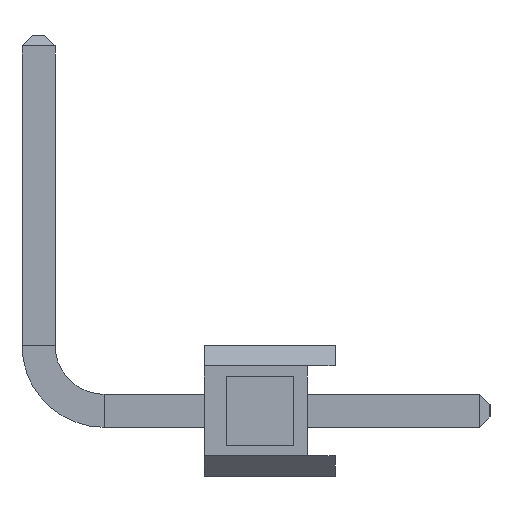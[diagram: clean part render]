
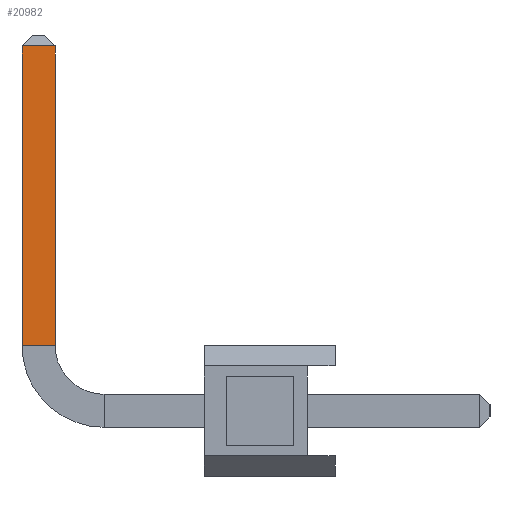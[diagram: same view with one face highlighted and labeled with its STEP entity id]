
A CAD part, left-side view. The second image highlights one B-rep face of the part: STEP entity #20982.
In plain terms, the highlighted planar face has unit normal (-1, 0, 0).
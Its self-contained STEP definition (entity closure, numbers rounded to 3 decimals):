
#287 = CARTESIAN_POINT ( 'NONE',  ( -0.32, 6.07, 7.07 ) ) ;
#1710 = VECTOR ( 'NONE', #5207, 1000. ) ;
#2111 = ORIENTED_EDGE ( 'NONE', *, *, #23329, .T. ) ;
#2597 = PLANE ( 'NONE',  #7087 ) ;
#3189 = CARTESIAN_POINT ( 'NONE',  ( -0.32, 6.07, 1.27 ) ) ;
#3817 = VERTEX_POINT ( 'NONE', #8705 ) ;
#4672 = ORIENTED_EDGE ( 'NONE', *, *, #16071, .T. ) ;
#4778 = CARTESIAN_POINT ( 'NONE',  ( -0.32, 6.07, 1.27 ) ) ;
#5207 = DIRECTION ( 'NONE',  ( 0., 0., 1. ) ) ;
#5996 = VECTOR ( 'NONE', #9580, 1000. ) ;
#7077 = EDGE_LOOP ( 'NONE', ( #2111, #4672, #14983, #18102 ) ) ;
#7087 = AXIS2_PLACEMENT_3D ( 'NONE', #4778, #8908, #10831 ) ;
#8598 = EDGE_CURVE ( 'NONE', #12122, #9886, #13801, .T. ) ;
#8705 = CARTESIAN_POINT ( 'NONE',  ( -0.32, 5.43, 1.27 ) ) ;
#8908 = DIRECTION ( 'NONE',  ( -1., 0., 0. ) ) ;
#9580 = DIRECTION ( 'NONE',  ( 0., -1., 0. ) ) ;
#9587 = LINE ( 'NONE', #287, #20807 ) ;
#9886 = VERTEX_POINT ( 'NONE', #21903 ) ;
#10831 = DIRECTION ( 'NONE',  ( 0., -1., 0. ) ) ;
#12122 = VERTEX_POINT ( 'NONE', #13210 ) ;
#13115 = DIRECTION ( 'NONE',  ( 0., 0., 1. ) ) ;
#13210 = CARTESIAN_POINT ( 'NONE',  ( -0.32, 6.07, 1.27 ) ) ;
#13801 = LINE ( 'NONE', #3189, #1710 ) ;
#13972 = FACE_OUTER_BOUND ( 'NONE', #7077, .T. ) ;
#14395 = EDGE_CURVE ( 'NONE', #12122, #3817, #15298, .T. ) ;
#14983 = ORIENTED_EDGE ( 'NONE', *, *, #8598, .F. ) ;
#15298 = LINE ( 'NONE', #15769, #5996 ) ;
#15769 = CARTESIAN_POINT ( 'NONE',  ( -0.32, 6.07, 1.27 ) ) ;
#16071 = EDGE_CURVE ( 'NONE', #23302, #9886, #9587, .T. ) ;
#18102 = ORIENTED_EDGE ( 'NONE', *, *, #14395, .T. ) ;
#19013 = VECTOR ( 'NONE', #13115, 1000. ) ;
#20281 = DIRECTION ( 'NONE',  ( 0., 1., 0. ) ) ;
#20807 = VECTOR ( 'NONE', #20281, 1000. ) ;
#20982 = ADVANCED_FACE ( 'NONE', ( #13972 ), #2597, .T. ) ;
#21903 = CARTESIAN_POINT ( 'NONE',  ( -0.32, 6.07, 7.07 ) ) ;
#22117 = LINE ( 'NONE', #23249, #19013 ) ;
#23249 = CARTESIAN_POINT ( 'NONE',  ( -0.32, 5.43, 1.27 ) ) ;
#23302 = VERTEX_POINT ( 'NONE', #24938 ) ;
#23329 = EDGE_CURVE ( 'NONE', #3817, #23302, #22117, .T. ) ;
#24938 = CARTESIAN_POINT ( 'NONE',  ( -0.32, 5.43, 7.07 ) ) ;
